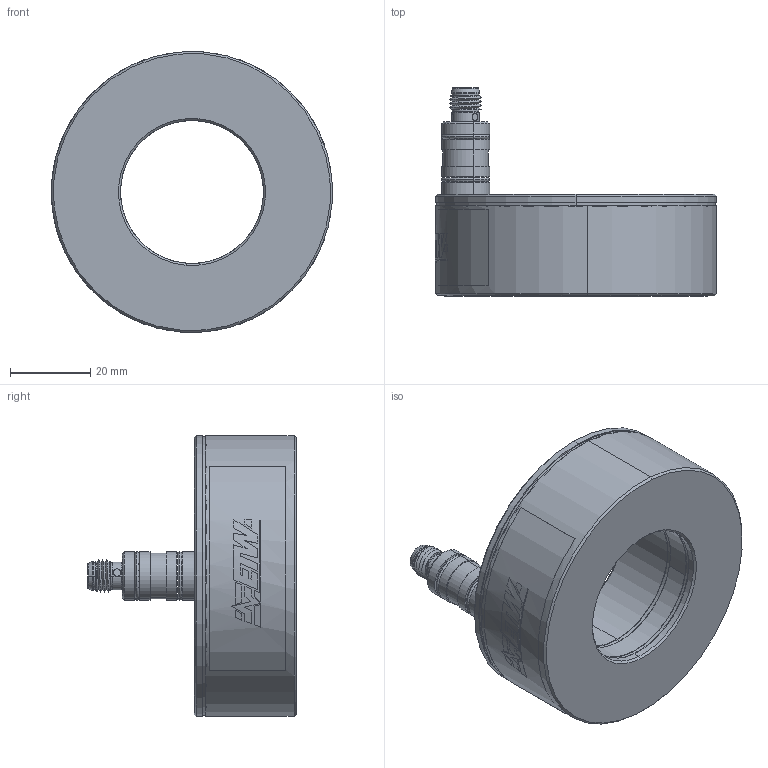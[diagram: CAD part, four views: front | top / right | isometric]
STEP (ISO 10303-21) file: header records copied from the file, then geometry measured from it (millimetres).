
FILE_DESCRIPTION (( 'STEP AP203' ), '1' );
FILE_NAME ('DFB-Z070-35-25-D12_outline.STEP', '2021-10-27T07:16:55', ( '' ), ( '' ), 'SwSTEP 2.0', 'SolidWorks 2020', '' );
FILE_SCHEMA (( 'CONFIG_CONTROL_DESIGN' ));
Length unit declared in the file: millimetre
Products named in the file (1): DFB-Z070-35-25-D12_outline
Bounding box: 70 x 51.8 x 70 mm (x, y, z)
Surface area: 17380 mm2 (no closed solid volume)
Topology: 0 solids, 18 shells, 137 faces, 439 edges, 307 vertices
Faces by surface type: cylinder 59, plane 31, bspline 21, cone 18, torus 8
Entity records: 5741 total; most frequent: CARTESIAN_POINT 2056, DIRECTION 733, ORIENTED_EDGE 681, EDGE_CURVE 431, AXIS2_PLACEMENT_3D 326, VERTEX_POINT 307, CIRCLE 209, EDGE_LOOP 168
